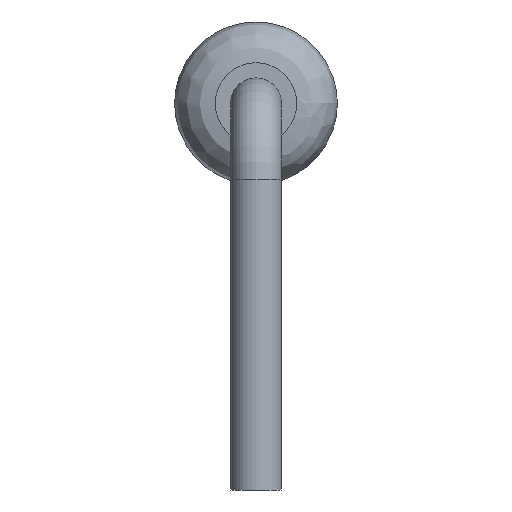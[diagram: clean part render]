
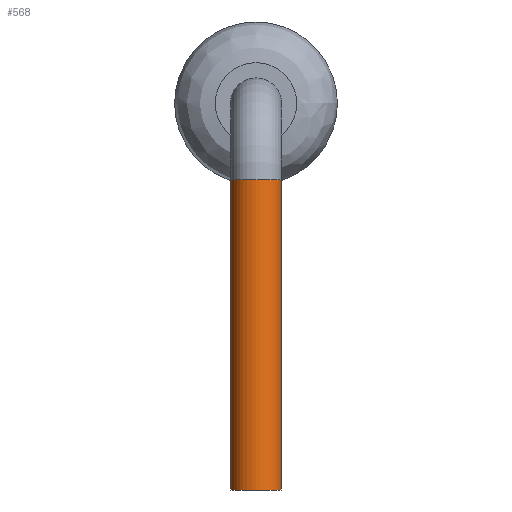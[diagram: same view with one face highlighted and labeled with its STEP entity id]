
A CAD part, left-side view. The second image highlights one B-rep face of the part: STEP entity #568.
In plain terms, the highlighted cylindrical face has radius 0.25 mm (diameter 0.5 mm), a full revolution.
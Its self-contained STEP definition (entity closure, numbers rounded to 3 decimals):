
#42=LINE('',#1078,#57);
#57=VECTOR('',#862,0.25);
#72=CYLINDRICAL_SURFACE('',#679,0.25);
#109=FACE_OUTER_BOUND('',#153,.T.);
#153=EDGE_LOOP('',(#438,#439,#440,#441,#442,#443));
#203=CIRCLE('',#677,0.25);
#204=CIRCLE('',#678,0.25);
#205=CIRCLE('',#680,0.25);
#206=CIRCLE('',#681,0.25);
#251=VERTEX_POINT('',#1071);
#252=VERTEX_POINT('',#1073);
#253=VERTEX_POINT('',#1077);
#254=VERTEX_POINT('',#1079);
#315=EDGE_CURVE('',#251,#252,#203,.T.);
#316=EDGE_CURVE('',#252,#251,#204,.T.);
#317=EDGE_CURVE('',#252,#253,#42,.T.);
#318=EDGE_CURVE('',#253,#254,#205,.T.);
#319=EDGE_CURVE('',#254,#253,#206,.T.);
#438=ORIENTED_EDGE('',*,*,#315,.F.);
#439=ORIENTED_EDGE('',*,*,#316,.F.);
#440=ORIENTED_EDGE('',*,*,#317,.T.);
#441=ORIENTED_EDGE('',*,*,#318,.T.);
#442=ORIENTED_EDGE('',*,*,#319,.T.);
#443=ORIENTED_EDGE('',*,*,#317,.F.);
#568=ADVANCED_FACE('',(#109),#72,.T.);
#677=AXIS2_PLACEMENT_3D('',#1074,#856,#857);
#678=AXIS2_PLACEMENT_3D('',#1075,#858,#859);
#679=AXIS2_PLACEMENT_3D('',#1076,#860,#861);
#680=AXIS2_PLACEMENT_3D('',#1080,#863,#864);
#681=AXIS2_PLACEMENT_3D('',#1081,#865,#866);
#856=DIRECTION('center_axis',(0.,0.,1.));
#857=DIRECTION('ref_axis',(1.,0.,0.));
#858=DIRECTION('center_axis',(0.,0.,1.));
#859=DIRECTION('ref_axis',(1.,0.,0.));
#860=DIRECTION('center_axis',(0.,0.,1.));
#861=DIRECTION('ref_axis',(1.,0.,0.));
#862=DIRECTION('',(0.,0.,-1.));
#863=DIRECTION('center_axis',(0.,0.,1.));
#864=DIRECTION('ref_axis',(1.,0.,0.));
#865=DIRECTION('center_axis',(0.,0.,1.));
#866=DIRECTION('ref_axis',(1.,0.,0.));
#1071=CARTESIAN_POINT('',(0.25,0.,0.05));
#1073=CARTESIAN_POINT('',(-0.25,0.,0.05));
#1074=CARTESIAN_POINT('Origin',(0.,0.,0.05));
#1075=CARTESIAN_POINT('Origin',(0.,0.,0.05));
#1076=CARTESIAN_POINT('Origin',(0.,0.,-3.));
#1077=CARTESIAN_POINT('',(-0.25,0.,-3.));
#1078=CARTESIAN_POINT('',(-0.25,0.,-3.));
#1079=CARTESIAN_POINT('',(0.25,0.,-3.));
#1080=CARTESIAN_POINT('Origin',(0.,0.,-3.));
#1081=CARTESIAN_POINT('Origin',(0.,0.,-3.));
